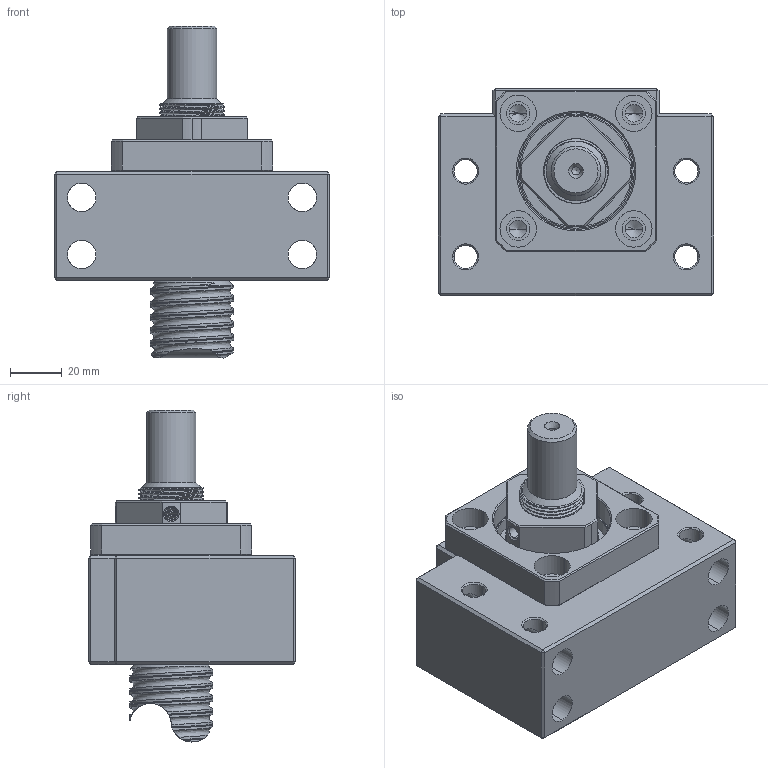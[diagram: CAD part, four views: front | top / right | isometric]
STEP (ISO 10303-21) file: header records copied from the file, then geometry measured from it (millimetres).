
FILE_DESCRIPTION(/* description */ ('Alibre Inc.'),/* implementation_level */ '2;1');
FILE_NAME(/* name */ 'export-978CB974-AFA2-4B91-A912-D3362EC7CCE8',/* time_stamp */ '2022-02-14T11:55:34+01:00',/* author */ (''),/* organization */ (''),/* preprocessor_version */ 'ST-DEVELOPER v17',/* originating_system */ 'Alibre',/* authorisation */ '');
FILE_SCHEMA (('AUTOMOTIVE_DESIGN'));
Length unit declared in the file: millimetre
Products named in the file (42): 1BK25X
Bounding box: 106 x 80 x 127.83 mm (x, y, z)
Volume: 344666.1 mm3; surface area: 112055.4 mm2
Topology: 40 solids, 40 shells, 582 faces, 1457 edges, 894 vertices
Faces by surface type: cylinder 177, torus 121, plane 107, cone 83, sphere 56, bspline 38
Full cylindrical faces by diameter (mm): 3.15 x1, 19 x1, 22.9 x1, 25 x1
Entity records: 39548 total; most frequent: CARTESIAN_POINT 25713, ORIENTED_EDGE 2750, DIRECTION 2553, EDGE_CURVE 1375, AXIS2_PLACEMENT_3D 1217, VERTEX_POINT 889, FACE_BOUND 662, EDGE_LOOP 661
